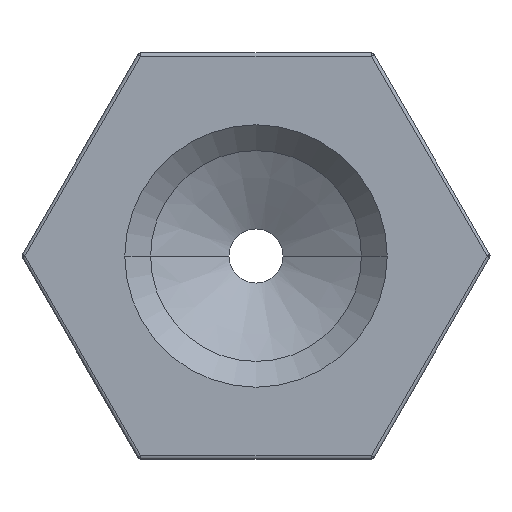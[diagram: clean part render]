
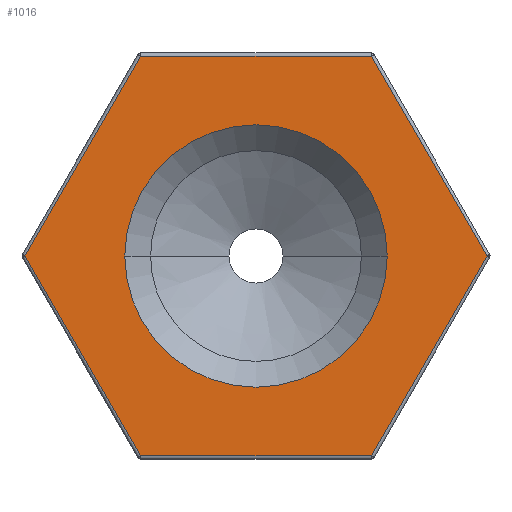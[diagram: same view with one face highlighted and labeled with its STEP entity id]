
A CAD part, left-side view. The second image highlights one B-rep face of the part: STEP entity #1016.
In plain terms, the highlighted planar face has unit normal (-1, 0, 0).
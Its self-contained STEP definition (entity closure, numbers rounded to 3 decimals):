
#17 = DIRECTION ( 'NONE',  ( 0., 0.5, 0.866 ) ) ;
#27 = EDGE_CURVE ( 'NONE', #317, #837, #36, .T. ) ;
#36 = LINE ( 'NONE', #1073, #1276 ) ;
#53 = ORIENTED_EDGE ( 'NONE', *, *, #101, .T. ) ;
#61 = CARTESIAN_POINT ( 'NONE',  ( 0., 0., 0. ) ) ;
#63 = DIRECTION ( 'NONE',  ( 0., 1., 0. ) ) ;
#70 = PLANE ( 'NONE',  #1060 ) ;
#85 = DIRECTION ( 'NONE',  ( 0., -1., 0. ) ) ;
#94 = CARTESIAN_POINT ( 'NONE',  ( 0., 0., -6.4 ) ) ;
#100 = EDGE_LOOP ( 'NONE', ( #265, #562, #746, #140, #501, #695 ) ) ;
#101 = EDGE_CURVE ( 'NONE', #896, #869, #1409, .T. ) ;
#105 = EDGE_LOOP ( 'NONE', ( #53, #451 ) ) ;
#129 = CARTESIAN_POINT ( 'NONE',  ( 0., 7.39, 0. ) ) ;
#140 = ORIENTED_EDGE ( 'NONE', *, *, #27, .T. ) ;
#145 = EDGE_CURVE ( 'NONE', #653, #729, #1289, .T. ) ;
#148 = EDGE_CURVE ( 'NONE', #837, #653, #510, .T. ) ;
#161 = EDGE_CURVE ( 'NONE', #557, #576, #1440, .T. ) ;
#220 = CARTESIAN_POINT ( 'NONE',  ( 0., -7.39, 0. ) ) ;
#232 = DIRECTION ( 'NONE',  ( 0., -0.5, 0.866 ) ) ;
#257 = CARTESIAN_POINT ( 'NONE',  ( 0., -5.543, -3.2 ) ) ;
#265 = ORIENTED_EDGE ( 'NONE', *, *, #296, .T. ) ;
#296 = EDGE_CURVE ( 'NONE', #729, #557, #490, .T. ) ;
#317 = VERTEX_POINT ( 'NONE', #129 ) ;
#335 = FACE_BOUND ( 'NONE', #105, .T. ) ;
#374 = CARTESIAN_POINT ( 'NONE',  ( 0., -3.695, -6.4 ) ) ;
#375 = DIRECTION ( 'NONE',  ( 1., 0., 0. ) ) ;
#382 = DIRECTION ( 'NONE',  ( 0., 0.5, -0.866 ) ) ;
#394 = CARTESIAN_POINT ( 'NONE',  ( 0., 5.543, 3.2 ) ) ;
#451 = ORIENTED_EDGE ( 'NONE', *, *, #1018, .T. ) ;
#471 = CARTESIAN_POINT ( 'NONE',  ( 0., -5.543, 3.2 ) ) ;
#490 = LINE ( 'NONE', #471, #916 ) ;
#501 = ORIENTED_EDGE ( 'NONE', *, *, #148, .T. ) ;
#510 = LINE ( 'NONE', #94, #1090 ) ;
#541 = CARTESIAN_POINT ( 'NONE',  ( 0., 0., 0. ) ) ;
#548 = CARTESIAN_POINT ( 'NONE',  ( 0., 4.2, 0. ) ) ;
#557 = VERTEX_POINT ( 'NONE', #1088 ) ;
#562 = ORIENTED_EDGE ( 'NONE', *, *, #161, .T. ) ;
#576 = VERTEX_POINT ( 'NONE', #1233 ) ;
#653 = VERTEX_POINT ( 'NONE', #374 ) ;
#692 = DIRECTION ( 'NONE',  ( 0., 1., 0. ) ) ;
#695 = ORIENTED_EDGE ( 'NONE', *, *, #145, .T. ) ;
#701 = DIRECTION ( 'NONE',  ( 1., 0., 0. ) ) ;
#703 = CARTESIAN_POINT ( 'NONE',  ( 0., 0., 0. ) ) ;
#727 = AXIS2_PLACEMENT_3D ( 'NONE', #61, #1396, #1392 ) ;
#729 = VERTEX_POINT ( 'NONE', #220 ) ;
#746 = ORIENTED_EDGE ( 'NONE', *, *, #1416, .T. ) ;
#837 = VERTEX_POINT ( 'NONE', #1177 ) ;
#869 = VERTEX_POINT ( 'NONE', #952 ) ;
#896 = VERTEX_POINT ( 'NONE', #548 ) ;
#898 = VECTOR ( 'NONE', #232, 1000. ) ;
#916 = VECTOR ( 'NONE', #17, 1000. ) ;
#952 = CARTESIAN_POINT ( 'NONE',  ( 0., -4.2, 0. ) ) ;
#1016 = ADVANCED_FACE ( 'NONE', ( #1406, #335 ), #70, .F. ) ;
#1018 = EDGE_CURVE ( 'NONE', #869, #896, #1448, .T. ) ;
#1041 = CARTESIAN_POINT ( 'NONE',  ( 0., 0., 6.4 ) ) ;
#1051 = DIRECTION ( 'NONE',  ( 0., -0.5, -0.866 ) ) ;
#1060 = AXIS2_PLACEMENT_3D ( 'NONE', #541, #375, #1374 ) ;
#1073 = CARTESIAN_POINT ( 'NONE',  ( 0., 5.543, -3.2 ) ) ;
#1088 = CARTESIAN_POINT ( 'NONE',  ( 0., -3.695, 6.4 ) ) ;
#1090 = VECTOR ( 'NONE', #85, 1000. ) ;
#1177 = CARTESIAN_POINT ( 'NONE',  ( 0., 3.695, -6.4 ) ) ;
#1202 = VECTOR ( 'NONE', #382, 1000. ) ;
#1223 = LINE ( 'NONE', #394, #1202 ) ;
#1233 = CARTESIAN_POINT ( 'NONE',  ( 0., 3.695, 6.4 ) ) ;
#1276 = VECTOR ( 'NONE', #1051, 1000. ) ;
#1289 = LINE ( 'NONE', #257, #898 ) ;
#1374 = DIRECTION ( 'NONE',  ( 0., 1., 0. ) ) ;
#1392 = DIRECTION ( 'NONE',  ( 0., 1., 0. ) ) ;
#1396 = DIRECTION ( 'NONE',  ( 1., 0., 0. ) ) ;
#1406 = FACE_OUTER_BOUND ( 'NONE', #100, .T. ) ;
#1409 = CIRCLE ( 'NONE', #1427, 4.2 ) ;
#1416 = EDGE_CURVE ( 'NONE', #576, #317, #1223, .T. ) ;
#1422 = VECTOR ( 'NONE', #63, 1000. ) ;
#1427 = AXIS2_PLACEMENT_3D ( 'NONE', #703, #701, #692 ) ;
#1440 = LINE ( 'NONE', #1041, #1422 ) ;
#1448 = CIRCLE ( 'NONE', #727, 4.2 ) ;
